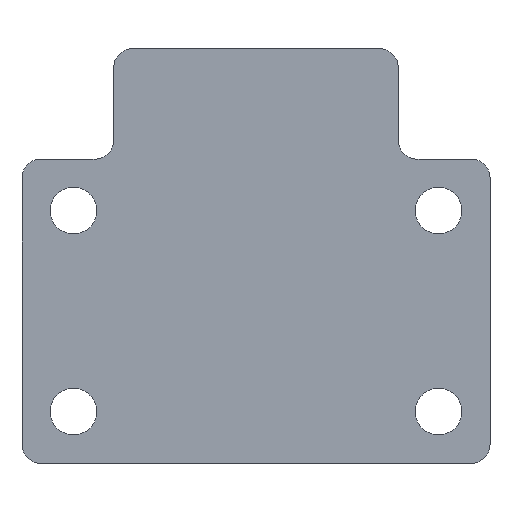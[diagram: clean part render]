
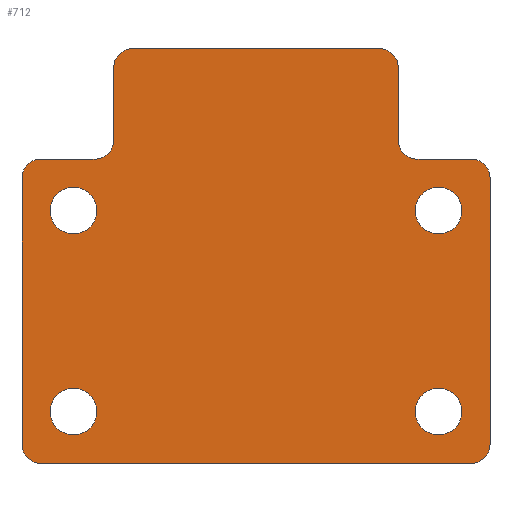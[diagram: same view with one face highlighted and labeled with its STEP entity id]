
A CAD part, top view. The second image highlights one B-rep face of the part: STEP entity #712.
In plain terms, the highlighted planar face has unit normal (0, 0, 1).
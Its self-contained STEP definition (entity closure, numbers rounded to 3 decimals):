
#21=FACE_BOUND('',#265,.T.);
#22=FACE_BOUND('',#266,.T.);
#23=FACE_BOUND('',#267,.T.);
#24=FACE_BOUND('',#268,.T.);
#63=LINE('',#1206,#119);
#66=LINE('',#1214,#122);
#69=LINE('',#1222,#125);
#72=LINE('',#1230,#128);
#75=LINE('',#1238,#131);
#78=LINE('',#1246,#134);
#81=LINE('',#1254,#137);
#84=LINE('',#1261,#140);
#119=VECTOR('',#968,10.);
#122=VECTOR('',#977,10.);
#125=VECTOR('',#986,10.);
#128=VECTOR('',#995,10.);
#131=VECTOR('',#1004,10.);
#134=VECTOR('',#1013,10.);
#137=VECTOR('',#1022,10.);
#140=VECTOR('',#1031,10.);
#176=PLANE('',#809);
#217=FACE_OUTER_BOUND('',#264,.T.);
#264=EDGE_LOOP('',(#651,#652,#653,#654,#655,#656,#657,#658,#659,#660,#661,
#662,#663,#664,#665,#666));
#265=EDGE_LOOP('',(#667));
#266=EDGE_LOOP('',(#668));
#267=EDGE_LOOP('',(#669));
#268=EDGE_LOOP('',(#670));
#300=CIRCLE('',#778,1.25);
#301=CIRCLE('',#780,1.25);
#302=CIRCLE('',#782,1.25);
#303=CIRCLE('',#784,1.25);
#304=CIRCLE('',#786,1.);
#305=CIRCLE('',#789,1.);
#306=CIRCLE('',#792,1.);
#307=CIRCLE('',#795,1.);
#308=CIRCLE('',#798,1.);
#309=CIRCLE('',#801,1.);
#310=CIRCLE('',#804,1.);
#311=CIRCLE('',#807,1.);
#354=VERTEX_POINT('',#1183);
#355=VERTEX_POINT('',#1187);
#356=VERTEX_POINT('',#1191);
#357=VERTEX_POINT('',#1195);
#358=VERTEX_POINT('',#1199);
#359=VERTEX_POINT('',#1201);
#360=VERTEX_POINT('',#1205);
#361=VERTEX_POINT('',#1209);
#362=VERTEX_POINT('',#1213);
#363=VERTEX_POINT('',#1217);
#364=VERTEX_POINT('',#1221);
#365=VERTEX_POINT('',#1225);
#366=VERTEX_POINT('',#1229);
#367=VERTEX_POINT('',#1233);
#368=VERTEX_POINT('',#1237);
#369=VERTEX_POINT('',#1241);
#370=VERTEX_POINT('',#1245);
#371=VERTEX_POINT('',#1249);
#372=VERTEX_POINT('',#1253);
#373=VERTEX_POINT('',#1257);
#433=EDGE_CURVE('',#354,#354,#300,.T.);
#435=EDGE_CURVE('',#355,#355,#301,.T.);
#437=EDGE_CURVE('',#356,#356,#302,.T.);
#439=EDGE_CURVE('',#357,#357,#303,.T.);
#442=EDGE_CURVE('',#359,#358,#304,.T.);
#444=EDGE_CURVE('',#360,#359,#63,.T.);
#446=EDGE_CURVE('',#361,#360,#305,.T.);
#448=EDGE_CURVE('',#362,#361,#66,.T.);
#450=EDGE_CURVE('',#363,#362,#306,.T.);
#452=EDGE_CURVE('',#364,#363,#69,.T.);
#454=EDGE_CURVE('',#365,#364,#307,.T.);
#456=EDGE_CURVE('',#366,#365,#72,.T.);
#458=EDGE_CURVE('',#367,#366,#308,.T.);
#460=EDGE_CURVE('',#368,#367,#75,.T.);
#462=EDGE_CURVE('',#369,#368,#309,.T.);
#464=EDGE_CURVE('',#370,#369,#78,.T.);
#466=EDGE_CURVE('',#371,#370,#310,.T.);
#468=EDGE_CURVE('',#372,#371,#81,.T.);
#470=EDGE_CURVE('',#373,#372,#311,.T.);
#472=EDGE_CURVE('',#358,#373,#84,.T.);
#651=ORIENTED_EDGE('',*,*,#472,.T.);
#652=ORIENTED_EDGE('',*,*,#470,.T.);
#653=ORIENTED_EDGE('',*,*,#468,.T.);
#654=ORIENTED_EDGE('',*,*,#466,.T.);
#655=ORIENTED_EDGE('',*,*,#464,.T.);
#656=ORIENTED_EDGE('',*,*,#462,.T.);
#657=ORIENTED_EDGE('',*,*,#460,.T.);
#658=ORIENTED_EDGE('',*,*,#458,.T.);
#659=ORIENTED_EDGE('',*,*,#456,.T.);
#660=ORIENTED_EDGE('',*,*,#454,.T.);
#661=ORIENTED_EDGE('',*,*,#452,.T.);
#662=ORIENTED_EDGE('',*,*,#450,.T.);
#663=ORIENTED_EDGE('',*,*,#448,.T.);
#664=ORIENTED_EDGE('',*,*,#446,.T.);
#665=ORIENTED_EDGE('',*,*,#444,.T.);
#666=ORIENTED_EDGE('',*,*,#442,.T.);
#667=ORIENTED_EDGE('',*,*,#439,.T.);
#668=ORIENTED_EDGE('',*,*,#437,.T.);
#669=ORIENTED_EDGE('',*,*,#435,.T.);
#670=ORIENTED_EDGE('',*,*,#433,.T.);
#712=ADVANCED_FACE('',(#217,#21,#22,#23,#24),#176,.T.);
#778=AXIS2_PLACEMENT_3D('',#1184,#942,#943);
#780=AXIS2_PLACEMENT_3D('',#1188,#947,#948);
#782=AXIS2_PLACEMENT_3D('',#1192,#952,#953);
#784=AXIS2_PLACEMENT_3D('',#1196,#957,#958);
#786=AXIS2_PLACEMENT_3D('',#1202,#963,#964);
#789=AXIS2_PLACEMENT_3D('',#1210,#972,#973);
#792=AXIS2_PLACEMENT_3D('',#1218,#981,#982);
#795=AXIS2_PLACEMENT_3D('',#1226,#990,#991);
#798=AXIS2_PLACEMENT_3D('',#1234,#999,#1000);
#801=AXIS2_PLACEMENT_3D('',#1242,#1008,#1009);
#804=AXIS2_PLACEMENT_3D('',#1250,#1017,#1018);
#807=AXIS2_PLACEMENT_3D('',#1258,#1026,#1027);
#809=AXIS2_PLACEMENT_3D('',#1262,#1032,#1033);
#942=DIRECTION('center_axis',(0.,0.,-1.));
#943=DIRECTION('ref_axis',(1.,0.,0.));
#947=DIRECTION('center_axis',(0.,0.,-1.));
#948=DIRECTION('ref_axis',(1.,0.,0.));
#952=DIRECTION('center_axis',(0.,0.,-1.));
#953=DIRECTION('ref_axis',(1.,0.,0.));
#957=DIRECTION('center_axis',(0.,0.,-1.));
#958=DIRECTION('ref_axis',(1.,0.,0.));
#963=DIRECTION('center_axis',(0.,0.,-1.));
#964=DIRECTION('ref_axis',(-1.,0.,0.));
#968=DIRECTION('',(-1.,0.,0.));
#972=DIRECTION('center_axis',(0.,0.,1.));
#973=DIRECTION('ref_axis',(1.,0.,0.));
#977=DIRECTION('',(0.,1.,0.));
#981=DIRECTION('center_axis',(0.,0.,1.));
#982=DIRECTION('ref_axis',(0.,-1.,0.));
#986=DIRECTION('',(1.,0.,0.));
#990=DIRECTION('center_axis',(0.,0.,1.));
#991=DIRECTION('ref_axis',(-1.,0.,0.));
#995=DIRECTION('',(0.,-1.,0.));
#999=DIRECTION('center_axis',(0.,0.,1.));
#1000=DIRECTION('ref_axis',(0.,1.,0.));
#1004=DIRECTION('',(-1.,0.,0.));
#1008=DIRECTION('center_axis',(0.,0.,-1.));
#1009=DIRECTION('ref_axis',(0.,-1.,0.));
#1013=DIRECTION('',(0.,-1.,0.));
#1017=DIRECTION('center_axis',(0.,0.,1.));
#1018=DIRECTION('ref_axis',(0.,1.,0.));
#1022=DIRECTION('',(-1.,0.,0.));
#1026=DIRECTION('center_axis',(0.,0.,1.));
#1027=DIRECTION('ref_axis',(1.,0.,0.));
#1031=DIRECTION('',(0.,1.,0.));
#1032=DIRECTION('center_axis',(0.,0.,1.));
#1033=DIRECTION('ref_axis',(1.,0.,0.));
#1183=CARTESIAN_POINT('',(1.5,13.5,1.6));
#1184=CARTESIAN_POINT('Origin',(2.75,13.5,1.6));
#1187=CARTESIAN_POINT('',(1.5,2.763,1.6));
#1188=CARTESIAN_POINT('Origin',(2.75,2.763,1.6));
#1191=CARTESIAN_POINT('',(21.,2.763,1.6));
#1192=CARTESIAN_POINT('Origin',(22.25,2.763,1.6));
#1195=CARTESIAN_POINT('',(21.,13.5,1.6));
#1196=CARTESIAN_POINT('Origin',(22.25,13.5,1.6));
#1199=CARTESIAN_POINT('',(20.1,17.25,1.6));
#1201=CARTESIAN_POINT('',(21.1,16.25,1.6));
#1202=CARTESIAN_POINT('Origin',(21.1,17.25,1.6));
#1205=CARTESIAN_POINT('',(24.,16.25,1.6));
#1206=CARTESIAN_POINT('',(21.1,16.25,1.6));
#1209=CARTESIAN_POINT('',(25.,15.25,1.6));
#1210=CARTESIAN_POINT('Origin',(24.,15.25,1.6));
#1213=CARTESIAN_POINT('',(25.,1.,1.6));
#1214=CARTESIAN_POINT('',(25.,1.,1.6));
#1217=CARTESIAN_POINT('',(24.,0.,1.6));
#1218=CARTESIAN_POINT('Origin',(24.,1.,1.6));
#1221=CARTESIAN_POINT('',(1.,0.,1.6));
#1222=CARTESIAN_POINT('',(1.,0.,1.6));
#1225=CARTESIAN_POINT('',(0.,1.,1.6));
#1226=CARTESIAN_POINT('Origin',(1.,1.,1.6));
#1229=CARTESIAN_POINT('',(0.,15.25,1.6));
#1230=CARTESIAN_POINT('',(0.,1.,1.6));
#1233=CARTESIAN_POINT('',(1.,16.25,1.6));
#1234=CARTESIAN_POINT('Origin',(1.,15.25,1.6));
#1237=CARTESIAN_POINT('',(3.9,16.25,1.6));
#1238=CARTESIAN_POINT('',(1.,16.25,1.6));
#1241=CARTESIAN_POINT('',(4.9,17.25,1.6));
#1242=CARTESIAN_POINT('Origin',(3.9,17.25,1.6));
#1245=CARTESIAN_POINT('',(4.9,21.15,1.6));
#1246=CARTESIAN_POINT('',(4.9,17.25,1.6));
#1249=CARTESIAN_POINT('',(5.9,22.15,1.6));
#1250=CARTESIAN_POINT('Origin',(5.9,21.15,1.6));
#1253=CARTESIAN_POINT('',(19.1,22.15,1.6));
#1254=CARTESIAN_POINT('',(5.9,22.15,1.6));
#1257=CARTESIAN_POINT('',(20.1,21.15,1.6));
#1258=CARTESIAN_POINT('Origin',(19.1,21.15,1.6));
#1261=CARTESIAN_POINT('',(20.1,21.15,1.6));
#1262=CARTESIAN_POINT('Origin',(12.5,11.075,1.6));
